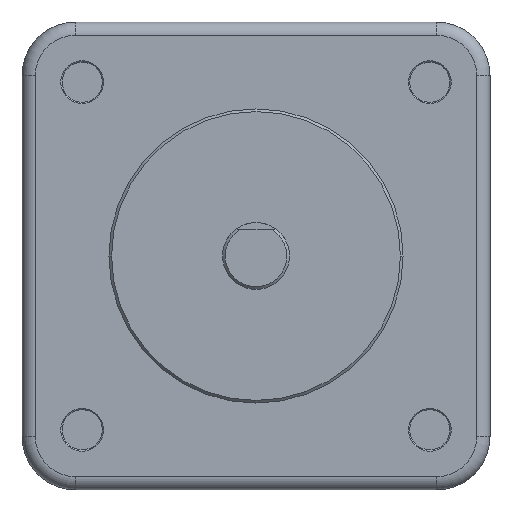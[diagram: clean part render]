
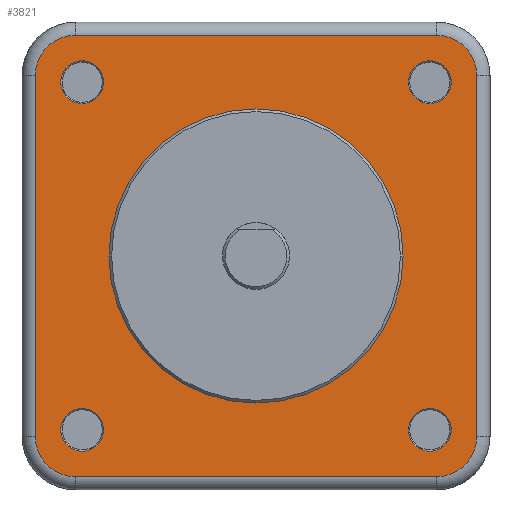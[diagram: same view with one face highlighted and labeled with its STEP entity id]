
A CAD part, left-side view. The second image highlights one B-rep face of the part: STEP entity #3821.
In plain terms, the highlighted planar face has unit normal (-1, 0, 0).
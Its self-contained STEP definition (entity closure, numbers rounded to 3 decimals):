
#1=CARTESIAN_POINT('',(0.,0.,0.));
#2=DIRECTION('',(-1.,0.,0.));
#3=DIRECTION('',(0.,-1.,0.));
#4=AXIS2_PLACEMENT_3D('',#1,#2,#3);
#6=CARTESIAN_POINT('',(0.,0.,0.));
#7=DIRECTION('',(-1.,0.,0.));
#8=DIRECTION('',(0.,1.,0.));
#9=AXIS2_PLACEMENT_3D('',#6,#7,#8);
#11=CARTESIAN_POINT('',(0.,13.5,13.5));
#12=DIRECTION('',(-1.,0.,0.));
#13=DIRECTION('',(0.,0.,1.));
#14=AXIS2_PLACEMENT_3D('',#11,#12,#13);
#16=DIRECTION('',(0.,1.,0.));
#17=VECTOR('',#16,27.);
#18=CARTESIAN_POINT('',(0.,-13.5,16.5));
#19=LINE('',#18,#17);
#20=CARTESIAN_POINT('',(0.,-13.5,13.5));
#21=DIRECTION('',(-1.,0.,0.));
#22=DIRECTION('',(0.,-1.,0.));
#23=AXIS2_PLACEMENT_3D('',#20,#21,#22);
#25=DIRECTION('',(0.,0.,1.));
#26=VECTOR('',#25,27.);
#27=CARTESIAN_POINT('',(0.,-16.5,-13.5));
#28=LINE('',#27,#26);
#29=CARTESIAN_POINT('',(0.,-13.5,-13.5));
#30=DIRECTION('',(-1.,0.,0.));
#31=DIRECTION('',(0.,0.,-1.));
#32=AXIS2_PLACEMENT_3D('',#29,#30,#31);
#34=DIRECTION('',(0.,-1.,0.));
#35=VECTOR('',#34,27.);
#36=CARTESIAN_POINT('',(0.,13.5,-16.5));
#37=LINE('',#36,#35);
#38=CARTESIAN_POINT('',(0.,13.5,-13.5));
#39=DIRECTION('',(-1.,0.,0.));
#40=DIRECTION('',(0.,1.,0.));
#41=AXIS2_PLACEMENT_3D('',#38,#39,#40);
#43=DIRECTION('',(0.,0.,-1.));
#44=VECTOR('',#43,27.);
#45=CARTESIAN_POINT('',(0.,16.5,13.5));
#46=LINE('',#45,#44);
#47=CARTESIAN_POINT('',(0.,-13.,13.));
#48=DIRECTION('',(1.,0.,0.));
#49=DIRECTION('',(0.,0.,-1.));
#50=AXIS2_PLACEMENT_3D('',#47,#48,#49);
#52=CARTESIAN_POINT('',(0.,-13.,13.));
#53=DIRECTION('',(1.,0.,0.));
#54=DIRECTION('',(0.,0.,1.));
#55=AXIS2_PLACEMENT_3D('',#52,#53,#54);
#57=CARTESIAN_POINT('',(0.,13.,13.));
#58=DIRECTION('',(1.,0.,0.));
#59=DIRECTION('',(0.,0.,1.));
#60=AXIS2_PLACEMENT_3D('',#57,#58,#59);
#62=CARTESIAN_POINT('',(0.,13.,13.));
#63=DIRECTION('',(1.,0.,0.));
#64=DIRECTION('',(0.,0.,-1.));
#65=AXIS2_PLACEMENT_3D('',#62,#63,#64);
#67=CARTESIAN_POINT('',(0.,13.,-13.));
#68=DIRECTION('',(1.,0.,0.));
#69=DIRECTION('',(0.,0.,1.));
#70=AXIS2_PLACEMENT_3D('',#67,#68,#69);
#72=CARTESIAN_POINT('',(0.,13.,-13.));
#73=DIRECTION('',(1.,0.,0.));
#74=DIRECTION('',(0.,0.,-1.));
#75=AXIS2_PLACEMENT_3D('',#72,#73,#74);
#77=CARTESIAN_POINT('',(0.,-13.,-13.));
#78=DIRECTION('',(1.,0.,0.));
#79=DIRECTION('',(0.,0.,-1.));
#80=AXIS2_PLACEMENT_3D('',#77,#78,#79);
#82=CARTESIAN_POINT('',(0.,-13.,-13.));
#83=DIRECTION('',(1.,0.,0.));
#84=DIRECTION('',(0.,0.,1.));
#85=AXIS2_PLACEMENT_3D('',#82,#83,#84);
#3188=CARTESIAN_POINT('',(0.,-11.,0.));
#3189=CARTESIAN_POINT('',(0.,11.,0.));
#3190=VERTEX_POINT('',#3188);
#3191=VERTEX_POINT('',#3189);
#3252=CARTESIAN_POINT('',(0.,13.5,16.5));
#3253=CARTESIAN_POINT('',(0.,16.5,13.5));
#3254=VERTEX_POINT('',#3252);
#3255=VERTEX_POINT('',#3253);
#3260=CARTESIAN_POINT('',(0.,16.5,-13.5));
#3261=VERTEX_POINT('',#3260);
#3264=CARTESIAN_POINT('',(0.,13.5,-16.5));
#3265=VERTEX_POINT('',#3264);
#3268=CARTESIAN_POINT('',(0.,-13.5,-16.5));
#3269=VERTEX_POINT('',#3268);
#3272=CARTESIAN_POINT('',(0.,-16.5,-13.5));
#3273=VERTEX_POINT('',#3272);
#3276=CARTESIAN_POINT('',(0.,-16.5,13.5));
#3277=VERTEX_POINT('',#3276);
#3280=CARTESIAN_POINT('',(0.,-13.5,16.5));
#3281=VERTEX_POINT('',#3280);
#3704=CARTESIAN_POINT('',(0.,-13.,11.4));
#3705=CARTESIAN_POINT('',(0.,-13.,14.6));
#3706=VERTEX_POINT('',#3704);
#3707=VERTEX_POINT('',#3705);
#3712=CARTESIAN_POINT('',(0.,13.,14.6));
#3713=CARTESIAN_POINT('',(0.,13.,11.4));
#3714=VERTEX_POINT('',#3712);
#3715=VERTEX_POINT('',#3713);
#3720=CARTESIAN_POINT('',(0.,13.,-11.4));
#3721=CARTESIAN_POINT('',(0.,13.,-14.6));
#3722=VERTEX_POINT('',#3720);
#3723=VERTEX_POINT('',#3721);
#3728=CARTESIAN_POINT('',(0.,-13.,-14.6));
#3729=CARTESIAN_POINT('',(0.,-13.,-11.4));
#3730=VERTEX_POINT('',#3728);
#3731=VERTEX_POINT('',#3729);
#3768=CARTESIAN_POINT('',(0.,0.,0.));
#3769=DIRECTION('',(1.,0.,0.));
#3770=DIRECTION('',(0.,-1.,0.));
#3771=AXIS2_PLACEMENT_3D('',#3768,#3769,#3770);
#3772=PLANE('',#3771);
#3774=ORIENTED_EDGE('',*,*,#3773,.F.);
#3776=ORIENTED_EDGE('',*,*,#3775,.F.);
#3778=ORIENTED_EDGE('',*,*,#3777,.F.);
#3780=ORIENTED_EDGE('',*,*,#3779,.F.);
#3782=ORIENTED_EDGE('',*,*,#3781,.F.);
#3784=ORIENTED_EDGE('',*,*,#3783,.F.);
#3786=ORIENTED_EDGE('',*,*,#3785,.F.);
#3788=ORIENTED_EDGE('',*,*,#3787,.F.);
#3789=EDGE_LOOP('',(#3774,#3776,#3778,#3780,#3782,#3784,#3786,#3788));
#3790=FACE_OUTER_BOUND('',#3789,.F.);
#3792=ORIENTED_EDGE('',*,*,#3791,.T.);
#3794=ORIENTED_EDGE('',*,*,#3793,.T.);
#3795=EDGE_LOOP('',(#3792,#3794));
#3796=FACE_BOUND('',#3795,.F.);
#3798=ORIENTED_EDGE('',*,*,#3797,.F.);
#3800=ORIENTED_EDGE('',*,*,#3799,.F.);
#3801=EDGE_LOOP('',(#3798,#3800));
#3802=FACE_BOUND('',#3801,.F.);
#3804=ORIENTED_EDGE('',*,*,#3803,.F.);
#3806=ORIENTED_EDGE('',*,*,#3805,.F.);
#3807=EDGE_LOOP('',(#3804,#3806));
#3808=FACE_BOUND('',#3807,.F.);
#3810=ORIENTED_EDGE('',*,*,#3809,.F.);
#3812=ORIENTED_EDGE('',*,*,#3811,.F.);
#3813=EDGE_LOOP('',(#3810,#3812));
#3814=FACE_BOUND('',#3813,.F.);
#3816=ORIENTED_EDGE('',*,*,#3815,.F.);
#3818=ORIENTED_EDGE('',*,*,#3817,.F.);
#3819=EDGE_LOOP('',(#3816,#3818));
#3820=FACE_BOUND('',#3819,.F.);
#3821=ADVANCED_FACE('',(#3790,#3796,#3802,#3808,#3814,#3820),#3772,.F.);
#5=CIRCLE('',#4,11.);
#10=CIRCLE('',#9,11.);
#15=CIRCLE('',#14,3.);
#24=CIRCLE('',#23,3.);
#33=CIRCLE('',#32,3.);
#42=CIRCLE('',#41,3.);
#51=CIRCLE('',#50,1.6);
#56=CIRCLE('',#55,1.6);
#61=CIRCLE('',#60,1.6);
#66=CIRCLE('',#65,1.6);
#71=CIRCLE('',#70,1.6);
#76=CIRCLE('',#75,1.6);
#81=CIRCLE('',#80,1.6);
#86=CIRCLE('',#85,1.6);
#3773=EDGE_CURVE('',#3254,#3255,#15,.T.);
#3775=EDGE_CURVE('',#3281,#3254,#19,.T.);
#3777=EDGE_CURVE('',#3277,#3281,#24,.T.);
#3779=EDGE_CURVE('',#3273,#3277,#28,.T.);
#3781=EDGE_CURVE('',#3269,#3273,#33,.T.);
#3783=EDGE_CURVE('',#3265,#3269,#37,.T.);
#3785=EDGE_CURVE('',#3261,#3265,#42,.T.);
#3787=EDGE_CURVE('',#3255,#3261,#46,.T.);
#3791=EDGE_CURVE('',#3190,#3191,#5,.T.);
#3793=EDGE_CURVE('',#3191,#3190,#10,.T.);
#3797=EDGE_CURVE('',#3706,#3707,#51,.T.);
#3799=EDGE_CURVE('',#3707,#3706,#56,.T.);
#3803=EDGE_CURVE('',#3714,#3715,#61,.T.);
#3805=EDGE_CURVE('',#3715,#3714,#66,.T.);
#3809=EDGE_CURVE('',#3722,#3723,#71,.T.);
#3811=EDGE_CURVE('',#3723,#3722,#76,.T.);
#3815=EDGE_CURVE('',#3730,#3731,#81,.T.);
#3817=EDGE_CURVE('',#3731,#3730,#86,.T.);
